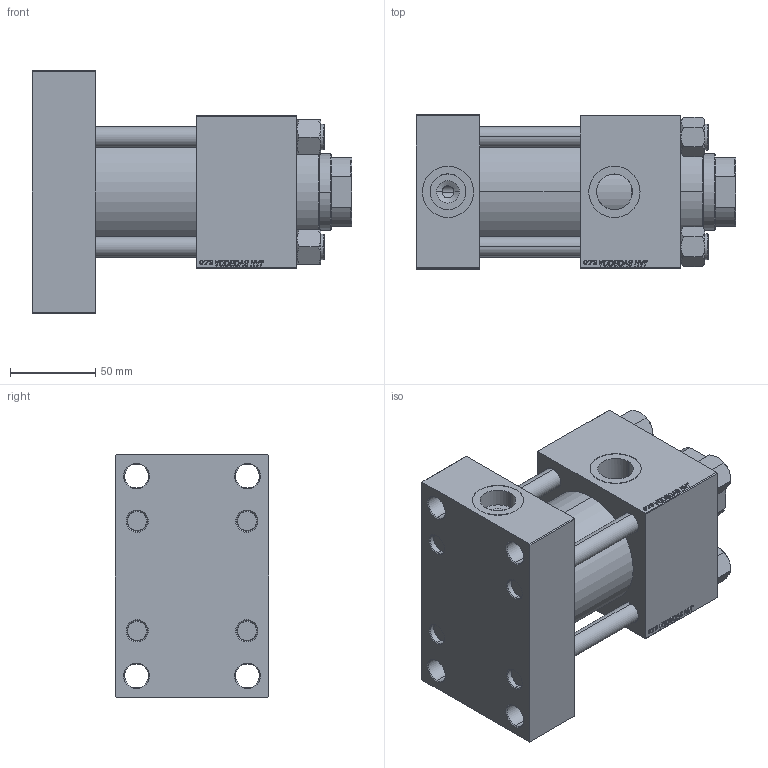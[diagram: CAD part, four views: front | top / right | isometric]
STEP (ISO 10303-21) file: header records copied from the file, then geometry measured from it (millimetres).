
FILE_DESCRIPTION (( 'STEP AP203' ), '1' );
FILE_NAME ('ebc6.STEP', '2022-04-16T14:29:54', ( '' ), ( '' ), 'SwSTEP 2.0', 'SolidWorks 2019', '' );
FILE_SCHEMA (( 'CONFIG_CONTROL_DESIGN' ));
Length unit declared in the file: millimetre
Products named in the file (6): V215_VC_A 0eba198f82c22b5c2f46c6e71d916cdb; V215CR_E_Body 0eba198f82c22b5c2f46c6e71d916cdb; NUT_M5_E 0eba198f82c22b5c2f46c6e71d916cdb; ebc6; V215CR_TYCINKA_E 0eba198f82c22b5c2f46c6e71d916cdb; V215CR_VCP_E 0eba198f82c22b5c2f46c6e71d916cdb
Assembly tree (11 placements, depth 2):
  ebc6
    V215CR_E_Body 0eba198f82c22b5c2f46c6e71d916cdb
    V215CR_VCP_E 0eba198f82c22b5c2f46c6e71d916cdb
    V215CR_TYCINKA_E 0eba198f82c22b5c2f46c6e71d916cdb  x4
    NUT_M5_E 0eba198f82c22b5c2f46c6e71d916cdb  x4
    V215_VC_A 0eba198f82c22b5c2f46c6e71d916cdb
Bounding box: 187 x 90 x 142 mm (x, y, z)
Volume: 1157083.4 mm3; surface area: 217886.6 mm2
Topology: 11 solids, 11 shells, 1139 faces, 2867 edges, 1853 vertices
Faces by surface type: plane 499, bspline 392, cone 152, cylinder 88, torus 8
Entity records: 50091 total; most frequent: CARTESIAN_POINT 27090, ORIENTED_EDGE 5226, DIRECTION 3293, EDGE_CURVE 2613, VERTEX_POINT 1709, VECTOR 1561, LINE 1561, EDGE_LOOP 1150
